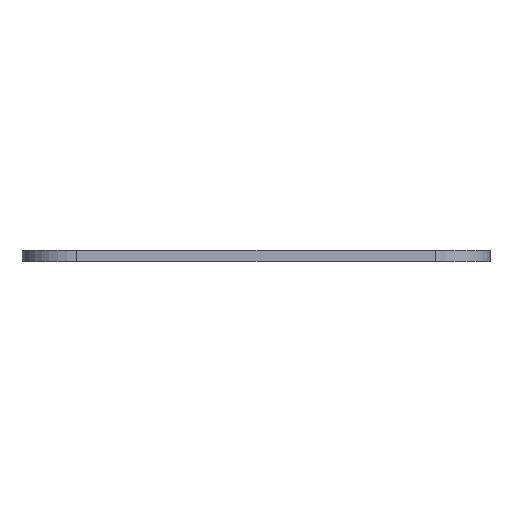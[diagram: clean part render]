
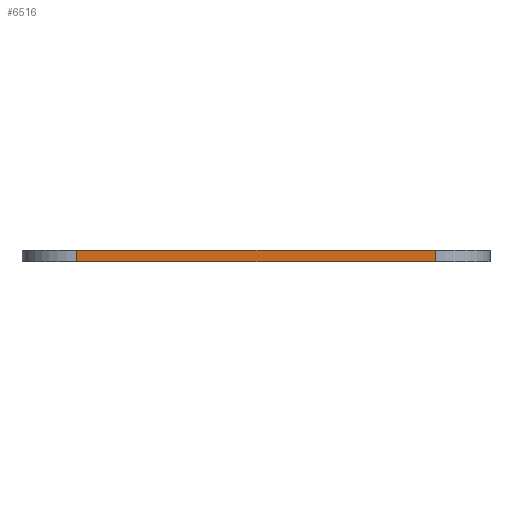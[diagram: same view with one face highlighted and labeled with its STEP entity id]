
A CAD part, front view. The second image highlights one B-rep face of the part: STEP entity #6516.
In plain terms, the highlighted planar face has unit normal (0, -1, 0).
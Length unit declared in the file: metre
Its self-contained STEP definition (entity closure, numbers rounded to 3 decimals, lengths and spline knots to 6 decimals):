
#873=ORIENTED_EDGE('',*,*,#2720,.F.);
#874=ORIENTED_EDGE('',*,*,#2869,.T.);
#875=ORIENTED_EDGE('',*,*,#2854,.T.);
#876=ORIENTED_EDGE('',*,*,#2870,.T.);
#2720=EDGE_CURVE('',#3721,#3722,#4301,.T.);
#2854=EDGE_CURVE('',#3854,#3855,#4387,.T.);
#2869=EDGE_CURVE('',#3721,#3854,#4398,.T.);
#2870=EDGE_CURVE('',#3855,#3722,#4399,.F.);
#3721=VERTEX_POINT('',#8792);
#3722=VERTEX_POINT('',#8794);
#3854=VERTEX_POINT('',#9128);
#3855=VERTEX_POINT('',#9129);
#4301=LINE('',#8793,#4930);
#4387=LINE('',#9127,#5016);
#4398=LINE('',#9155,#5027);
#4399=LINE('',#9156,#5028);
#4930=VECTOR('',#7275,1.);
#5016=VECTOR('',#7395,1.);
#5027=VECTOR('',#7420,1.);
#5028=VECTOR('',#7421,1.);
#5541=EDGE_LOOP('',(#873,#874,#875,#876));
#5956=FACE_BOUND('',#5541,.T.);
#6336=PLANE('',#6936);
#6516=ADVANCED_FACE('',(#5956),#6336,.F.);
#6936=AXIS2_PLACEMENT_3D('',#9154,#7418,#7419);
#7275=DIRECTION('',(1.,0.,0.));
#7395=DIRECTION('',(1.,0.,0.));
#7418=DIRECTION('',(0.,1.,0.));
#7419=DIRECTION('',(0.,0.,1.));
#7420=DIRECTION('',(0.,0.,-1.));
#7421=DIRECTION('',(0.,0.,-1.));
#8792=CARTESIAN_POINT('',(-0.039293,-0.056302,0.0015));
#8793=CARTESIAN_POINT('',(-0.01563,-0.056302,0.0015));
#8794=CARTESIAN_POINT('',(0.008032,-0.056302,0.0015));
#9127=CARTESIAN_POINT('',(-0.01563,-0.056302,0.));
#9128=CARTESIAN_POINT('',(-0.039293,-0.056302,0.));
#9129=CARTESIAN_POINT('',(0.008032,-0.056302,0.));
#9154=CARTESIAN_POINT('',(-0.01563,-0.056302,0.0015));
#9155=CARTESIAN_POINT('',(-0.039293,-0.056302,0.0015));
#9156=CARTESIAN_POINT('',(0.008032,-0.056302,0.0015));
